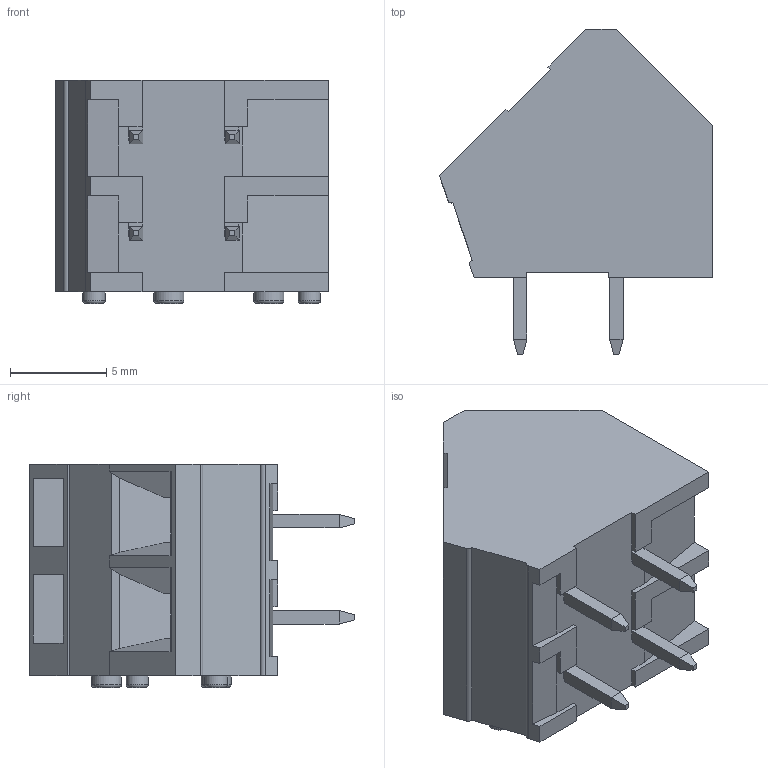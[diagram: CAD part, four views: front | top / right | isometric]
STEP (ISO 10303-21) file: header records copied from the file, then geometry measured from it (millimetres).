
FILE_DESCRIPTION(/* description */ (''),/* implementation_level */ '2;1');
FILE_NAME(/* name */ '10690.1_PZK3000_2_50.stp',/* time_stamp */ '2016-01-27T09:57:00+01:00',/* author */ ('hwolters'),/* organization */ (''),/* preprocessor_version */ 'ST-DEVELOPER v16.1',/* originating_system */ 'Autodesk Inventor 2016',/* authorisation */ '');
FILE_SCHEMA (('AUTOMOTIVE_DESIGN { 1 0 10303 214 3 1 1 }'));
Length unit declared in the file: millimetre
Products named in the file (1): 10690.1_PZK3000_2_50
Bounding box: 14.2 x 16.9 x 11.6 mm (x, y, z)
Volume: 1307.6 mm3; surface area: 1021.4 mm2
Topology: 1 solids, 1 shells, 152 faces, 404 edges, 258 vertices
Faces by surface type: plane 142, cylinder 6, torus 4
Full cylindrical faces by diameter (mm): 1.16 x2, 1.56 x2
Entity records: 4584 total; most frequent: CARTESIAN_POINT 807, ORIENTED_EDGE 792, DIRECTION 718, EDGE_CURVE 396, LINE 380, VECTOR 380, VERTEX_POINT 258, AXIS2_PLACEMENT_3D 169
